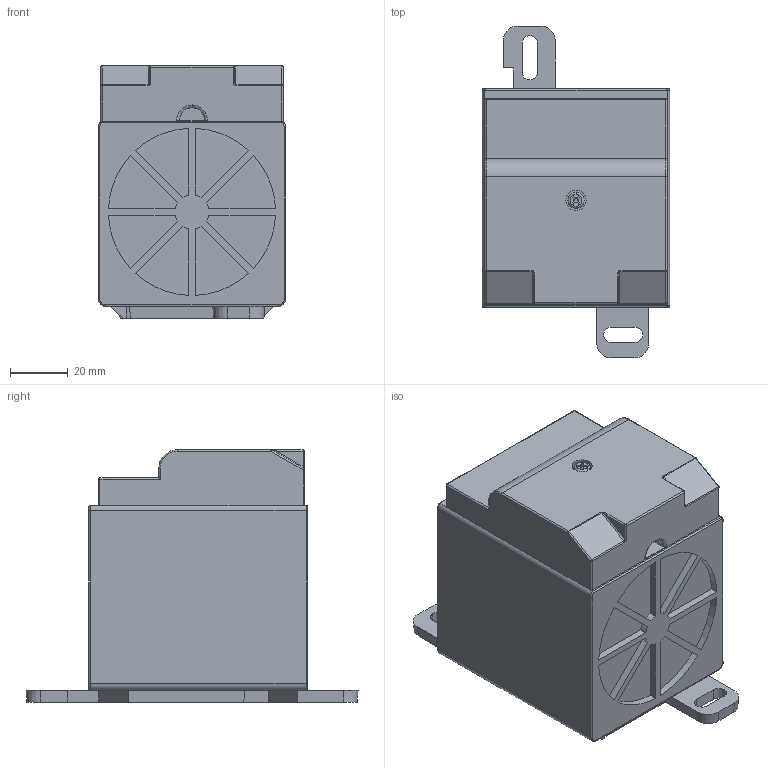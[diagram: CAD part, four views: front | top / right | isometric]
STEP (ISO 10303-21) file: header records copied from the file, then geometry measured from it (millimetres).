
FILE_DESCRIPTION (( 'STEP AP214' ), '1' );
FILE_NAME ('028009-01.STEP', '2014-06-25T16:07:40', ( '' ), ( '' ), 'SwSTEP 2.0', 'SolidWorks 2013', '' );
FILE_SCHEMA (( 'AUTOMOTIVE_DESIGN' ));
Length unit declared in the file: inch
Products named in the file (1): 028009-01
Bounding box: 64.64 x 114.55 x 87.12 mm (x, y, z)
Volume: 383811.4 mm3; surface area: 39657.9 mm2
Topology: 1 solids, 1 shells, 359 faces, 899 edges, 572 vertices
Faces by surface type: plane 182, cylinder 138, torus 14, cone 13, sphere 8, bspline 4
Entity records: 10803 total; most frequent: CARTESIAN_POINT 1979, DIRECTION 1899, ORIENTED_EDGE 1786, EDGE_CURVE 893, AXIS2_PLACEMENT_3D 664, VERTEX_POINT 572, LINE 571, VECTOR 571
